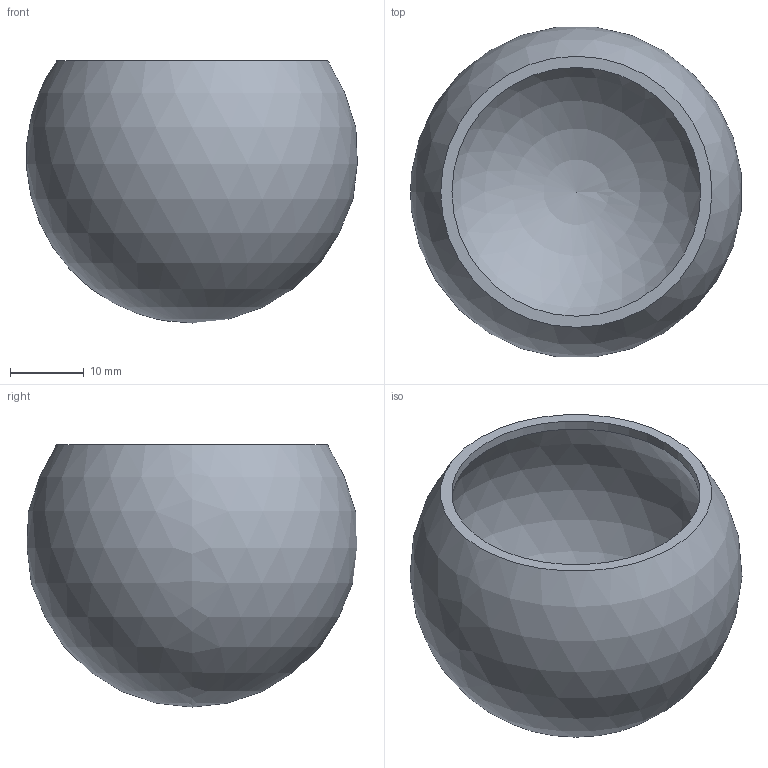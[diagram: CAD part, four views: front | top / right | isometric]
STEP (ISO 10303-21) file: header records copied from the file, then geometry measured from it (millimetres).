
FILE_DESCRIPTION (( 'STEP AP203' ), '1' );
FILE_NAME ('50281-ST.step', '2021-09-30T11:43:16', ( '' ), ( '' ), 'SwSTEP 2.0', 'SolidWorks 2018', '' );
FILE_SCHEMA (( 'CONFIG_CONTROL_DESIGN' ));
Length unit declared in the file: millimetre
Products named in the file (2): 50281-ST
Bounding box: 44.77 x 44.68 x 35.5 mm (x, y, z)
Volume: 9257.6 mm3; surface area: 9482.6 mm2
Topology: 1 solids, 1 shells, 258 faces, 702 edges, 468 vertices
Faces by surface type: bspline 123, plane 109, sphere 25, cylinder 1
Full cylindrical faces by diameter (mm): 33.7 x1
Entity records: 12839 total; most frequent: CARTESIAN_POINT 6823, ORIENTED_EDGE 1392, DIRECTION 943, EDGE_CURVE 696, VERTEX_POINT 465, AXIS2_PLACEMENT_3D 356, EDGE_LOOP 283, ADVANCED_FACE 258
